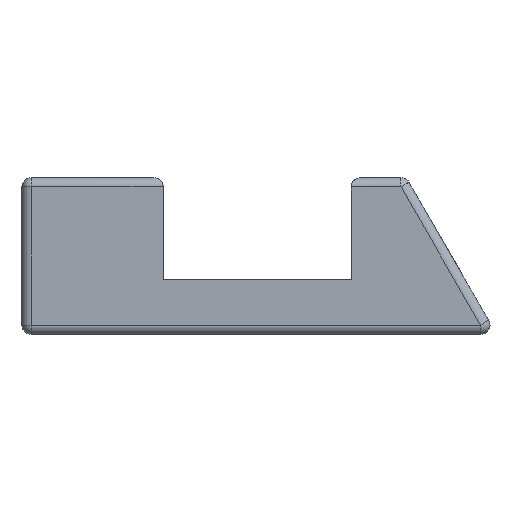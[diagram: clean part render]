
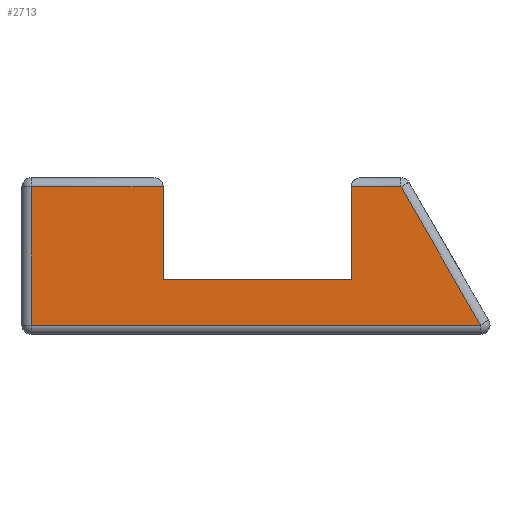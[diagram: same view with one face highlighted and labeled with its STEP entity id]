
A CAD part, front view. The second image highlights one B-rep face of the part: STEP entity #2713.
In plain terms, the highlighted planar face has unit normal (0, -1, 0).
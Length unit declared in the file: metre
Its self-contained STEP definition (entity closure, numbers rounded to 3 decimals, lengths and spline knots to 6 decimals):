
#208=LINE('',#3966,#509);
#274=LINE('',#4105,#575);
#282=LINE('',#4121,#583);
#302=LINE('',#4164,#603);
#303=LINE('',#4167,#604);
#304=LINE('',#4169,#605);
#305=LINE('',#4171,#606);
#306=LINE('',#4172,#607);
#509=VECTOR('',#3140,1.);
#575=VECTOR('',#3212,1.);
#583=VECTOR('',#3222,1.);
#603=VECTOR('',#3250,1.);
#604=VECTOR('',#3251,1.);
#605=VECTOR('',#3252,1.);
#606=VECTOR('',#3253,1.);
#607=VECTOR('',#3254,1.);
#928=ORIENTED_EDGE('',*,*,#1746,.F.);
#929=ORIENTED_EDGE('',*,*,#1747,.F.);
#930=ORIENTED_EDGE('',*,*,#1748,.F.);
#931=ORIENTED_EDGE('',*,*,#1749,.F.);
#932=ORIENTED_EDGE('',*,*,#1726,.F.);
#933=ORIENTED_EDGE('',*,*,#1651,.T.);
#934=ORIENTED_EDGE('',*,*,#1718,.F.);
#935=ORIENTED_EDGE('',*,*,#1750,.F.);
#1651=EDGE_CURVE('',#2062,#2061,#208,.T.);
#1718=EDGE_CURVE('',#2128,#2061,#274,.T.);
#1726=EDGE_CURVE('',#2062,#2135,#282,.T.);
#1746=EDGE_CURVE('',#2154,#2155,#302,.F.);
#1747=EDGE_CURVE('',#2156,#2154,#303,.F.);
#1748=EDGE_CURVE('',#2157,#2156,#304,.F.);
#1749=EDGE_CURVE('',#2135,#2157,#305,.F.);
#1750=EDGE_CURVE('',#2155,#2128,#306,.F.);
#2061=VERTEX_POINT('',#3965);
#2062=VERTEX_POINT('',#3967);
#2128=VERTEX_POINT('',#4106);
#2135=VERTEX_POINT('',#4122);
#2154=VERTEX_POINT('',#4165);
#2155=VERTEX_POINT('',#4166);
#2156=VERTEX_POINT('',#4168);
#2157=VERTEX_POINT('',#4170);
#2296=EDGE_LOOP('',(#928,#929,#930,#931,#932,#933,#934,#935));
#2463=FACE_BOUND('',#2296,.T.);
#2624=PLANE('',#2886);
#2713=ADVANCED_FACE('',(#2463),#2624,.T.);
#2886=AXIS2_PLACEMENT_3D('',#4163,#3248,#3249);
#3140=DIRECTION('',(-1.,0.,0.));
#3212=DIRECTION('',(0.,0.,-1.));
#3222=DIRECTION('',(0.,0.,1.));
#3248=DIRECTION('',(0.,-1.,0.));
#3249=DIRECTION('',(-1.,0.,0.));
#3250=DIRECTION('',(0.,0.,-1.));
#3251=DIRECTION('',(1.,0.,0.));
#3252=DIRECTION('',(-0.5,0.,0.866));
#3253=DIRECTION('',(-1.,0.,0.));
#3254=DIRECTION('',(-1.,0.,0.));
#3965=CARTESIAN_POINT('',(0.234001,-0.513,0.04125));
#3966=CARTESIAN_POINT('',(0.246001,-0.513,0.04125));
#3967=CARTESIAN_POINT('',(0.246001,-0.513,0.04125));
#4105=CARTESIAN_POINT('',(0.234001,-0.513,0.042625));
#4106=CARTESIAN_POINT('',(0.234001,-0.513,0.04715));
#4121=CARTESIAN_POINT('',(0.246001,-0.513,0.04125));
#4122=CARTESIAN_POINT('',(0.246001,-0.513,0.04715));
#4163=CARTESIAN_POINT('',(0.240138,-0.513,0.042754));
#4164=CARTESIAN_POINT('',(0.2256,-0.513,0.04775));
#4165=CARTESIAN_POINT('',(0.2256,-0.513,0.03835));
#4166=CARTESIAN_POINT('',(0.2256,-0.513,0.04715));
#4167=CARTESIAN_POINT('',(0.225,-0.513,0.03835));
#4168=CARTESIAN_POINT('',(0.254236,-0.513,0.03835));
#4169=CARTESIAN_POINT('',(0.254756,-0.513,0.03745));
#4170=CARTESIAN_POINT('',(0.249154,-0.513,0.04715));
#4171=CARTESIAN_POINT('',(0.2495,-0.513,0.04715));
#4172=CARTESIAN_POINT('',(0.234001,-0.513,0.04715));
